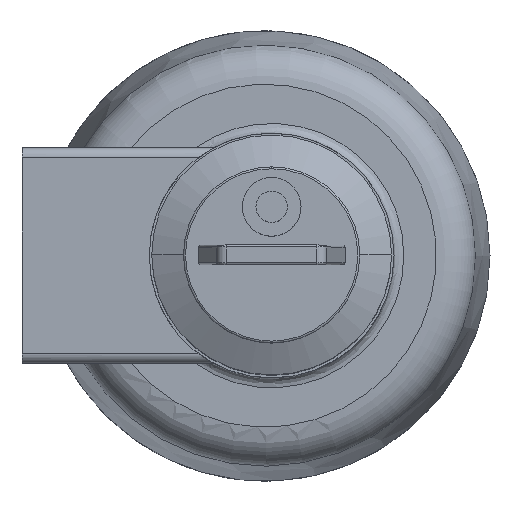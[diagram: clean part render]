
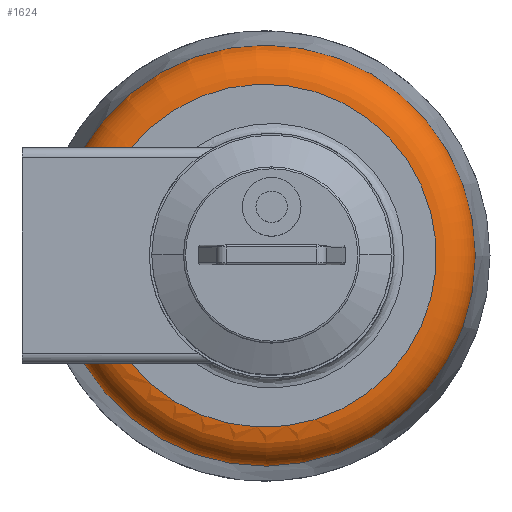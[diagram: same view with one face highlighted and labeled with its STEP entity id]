
A CAD part, top view. The second image highlights one B-rep face of the part: STEP entity #1624.
In plain terms, the highlighted toroidal (fillet/blend) face has major radius 175.177 mm and minor radius 40 mm.
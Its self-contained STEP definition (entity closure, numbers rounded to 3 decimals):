
#874=CARTESIAN_POINT('',(63.27,-110.,48.762));
#875=VERTEX_POINT('',#874);
#889=CARTESIAN_POINT('',(111.665,-110.,85.));
#890=VERTEX_POINT('',#889);
#891=CARTESIAN_POINT('',(111.665,-110.,85.));
#892=CARTESIAN_POINT('',(108.35,-110.,85.));
#893=CARTESIAN_POINT('',(104.719,-110.,84.735));
#894=CARTESIAN_POINT('',(97.58,-110.,83.523));
#895=CARTESIAN_POINT('',(94.072,-110.,82.572));
#896=CARTESIAN_POINT('',(88.308,-110.,80.426));
#897=CARTESIAN_POINT('',(85.485,-110.,79.116));
#898=CARTESIAN_POINT('',(80.17,-110.,75.951));
#899=CARTESIAN_POINT('',(77.679,-110.,74.094));
#900=CARTESIAN_POINT('',(73.719,-110.,70.491));
#901=CARTESIAN_POINT('',(71.844,-110.,68.462));
#902=CARTESIAN_POINT('',(68.586,-110.,64.046));
#903=CARTESIAN_POINT('',(67.206,-110.,61.657));
#904=CARTESIAN_POINT('',(65.219,-110.,57.237));
#905=CARTESIAN_POINT('',(64.395,-110.,54.821));
#906=CARTESIAN_POINT('',(63.597,-110.,51.154));
#907=CARTESIAN_POINT('',(63.401,-110.,49.95));
#908=CARTESIAN_POINT('',(63.27,-110.,48.762));
#909=B_SPLINE_CURVE_WITH_KNOTS('',3,(#891,#892,#893,#894,#895,#896,#897,#898,#899,#900,#901,#902,#903,#904,#905,#906,#907,#908),.UNSPECIFIED.,.F.,.U.,(4,2,2,2,2,2,2,2,4),(21.044,22.039,23.034,23.884,24.735,25.49,26.246,26.944,27.28),.UNSPECIFIED.);
#910=EDGE_CURVE('',#890,#875,#909,.T.);
#1019=CARTESIAN_POINT('',(111.665,110.,85.));
#1020=VERTEX_POINT('',#1019);
#1027=CARTESIAN_POINT('',(63.27,110.0,48.762));
#1028=VERTEX_POINT('',#1027);
#1029=CARTESIAN_POINT('',(63.27,110.0,48.762));
#1030=CARTESIAN_POINT('',(63.401,110.0,49.95));
#1031=CARTESIAN_POINT('',(63.597,110.0,51.154));
#1032=CARTESIAN_POINT('',(64.395,110.0,54.821));
#1033=CARTESIAN_POINT('',(65.219,110.0,57.237));
#1034=CARTESIAN_POINT('',(67.206,110.,61.657));
#1035=CARTESIAN_POINT('',(68.586,110.0,64.046));
#1036=CARTESIAN_POINT('',(71.844,110.0,68.462));
#1037=CARTESIAN_POINT('',(73.719,110.,70.491));
#1038=CARTESIAN_POINT('',(77.679,110.,74.094));
#1039=CARTESIAN_POINT('',(80.17,110.,75.951));
#1040=CARTESIAN_POINT('',(85.485,110.,79.116));
#1041=CARTESIAN_POINT('',(88.308,110.,80.426));
#1042=CARTESIAN_POINT('',(94.072,110.,82.572));
#1043=CARTESIAN_POINT('',(97.58,110.0,83.523));
#1044=CARTESIAN_POINT('',(104.719,110.0,84.735));
#1045=CARTESIAN_POINT('',(108.35,110.,85.));
#1046=CARTESIAN_POINT('',(111.665,110.,85.));
#1047=B_SPLINE_CURVE_WITH_KNOTS('',3,(#1029,#1030,#1031,#1032,#1033,#1034,#1035,#1036,#1037,#1038,#1039,#1040,#1041,#1042,#1043,#1044,#1045,#1046),.UNSPECIFIED.,.F.,.U.,(4,2,2,2,2,2,2,2,4),(0.363,0.698,1.397,2.152,2.908,3.759,4.609,5.604,6.598),.UNSPECIFIED.);
#1048=EDGE_CURVE('',#1028,#1020,#1047,.T.);
#1091=CARTESIAN_POINT('',(248.,0.,85.));
#1092=DIRECTION('',(0.0,0.0,-1.0));
#1093=DIRECTION('',(-1.0,0.0,0.0));
#1094=AXIS2_PLACEMENT_3D('',#1091,#1092,#1093);
#1095=CIRCLE('',#1094,175.177);
#1096=EDGE_CURVE('',#1020,#890,#1095,.T.);
#1607=CARTESIAN_POINT('',(248.,0.,45.));
#1608=DIRECTION('',(0.0,0.,-1.0));
#1609=DIRECTION('',(0.0,-1.0,0.0));
#1610=AXIS2_PLACEMENT_3D('',#1607,#1608,#1609);
#1611=TOROIDAL_SURFACE('',#1610,175.177,40.);
#1612=ORIENTED_EDGE('',*,*,#910,.T.);
#1613=CARTESIAN_POINT('',(248.,0.,48.762));
#1614=DIRECTION('',(0.0,0.0,-1.0));
#1615=DIRECTION('',(-1.0,0.0,0.0));
#1616=AXIS2_PLACEMENT_3D('',#1613,#1614,#1615);
#1617=CIRCLE('',#1616,215.);
#1618=EDGE_CURVE('',#1028,#875,#1617,.T.);
#1619=ORIENTED_EDGE('',*,*,#1618,.F.);
#1620=ORIENTED_EDGE('',*,*,#1048,.T.);
#1621=ORIENTED_EDGE('',*,*,#1096,.T.);
#1622=EDGE_LOOP('',(#1612,#1619,#1620,#1621));
#1623=FACE_OUTER_BOUND('',#1622,.T.);
#1624=ADVANCED_FACE('',(#1623),#1611,.T.);
